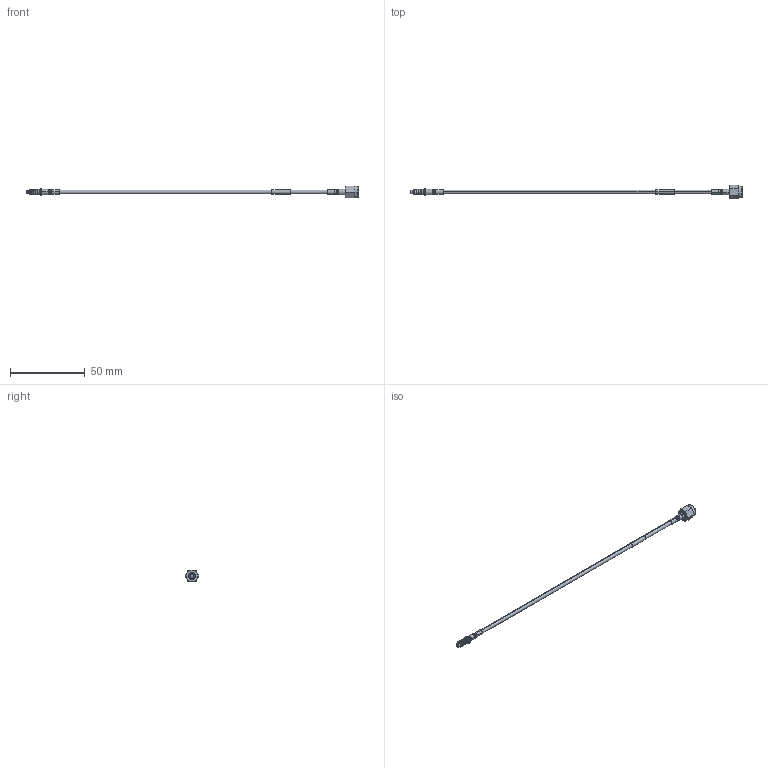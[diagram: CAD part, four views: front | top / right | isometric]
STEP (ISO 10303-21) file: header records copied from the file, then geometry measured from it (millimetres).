
FILE_DESCRIPTION (( 'STEP AP214' ), '1' );
FILE_NAME ('FMCA9736_3D.step', '2024-02-21T16:14:47', ( '' ), ( '' ), 'SwSTEP 2.0', 'SolidWorks 2022', '' );
FILE_SCHEMA (( 'AUTOMOTIVE_DESIGN' ));
Length unit declared in the file: inch
Products named in the file (6): PE45536; PE4005; 1AW01-003_.110 ID; CA-PE-P086_2_Heatshrink_LONG; PE-P086HF_8 in Length; FMCA9736_3D
Assembly tree (6 placements, depth 2):
  FMCA9736_3D
    PE-P086HF_8 in Length
    1AW01-003_.110 ID
    PE45536
    PE4005
    CA-PE-P086_2_Heatshrink_LONG  x2
Bounding box: 221.98 x 9.24 x 8 mm (x, y, z)
Volume: 1604.8 mm3; surface area: 3101.9 mm2
Topology: 6 solids, 6 shells, 209 faces, 477 edges, 289 vertices
Faces by surface type: cylinder 75, cone 62, plane 49, torus 20, bspline 3
Entity records: 7986 total; most frequent: CARTESIAN_POINT 2890, DIRECTION 939, ORIENTED_EDGE 866, EDGE_CURVE 433, AXIS2_PLACEMENT_3D 390, VERTEX_POINT 265, EDGE_LOOP 202, CIRCLE 197
